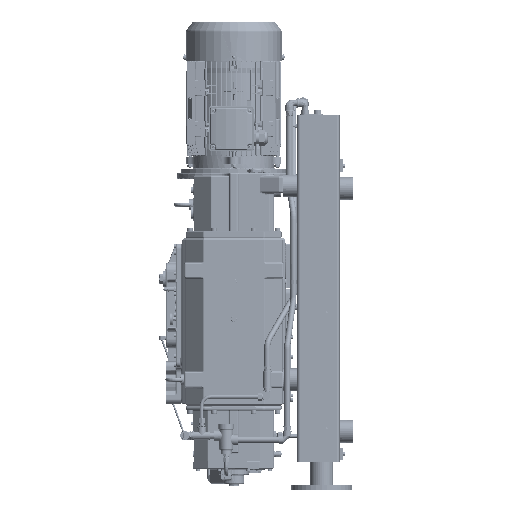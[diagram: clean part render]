
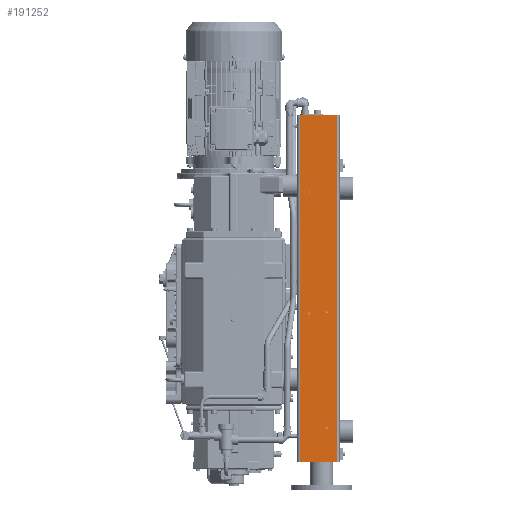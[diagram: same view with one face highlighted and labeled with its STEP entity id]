
A CAD part, left-side view. The second image highlights one B-rep face of the part: STEP entity #191252.
In plain terms, the highlighted planar face has unit normal (-1, 0, 0).
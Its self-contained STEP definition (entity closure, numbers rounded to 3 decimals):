
#3774=FACE_BOUND('',#28177,.T.);
#3775=FACE_BOUND('',#28178,.T.);
#3776=FACE_BOUND('',#28179,.T.);
#3777=FACE_BOUND('',#28180,.T.);
#6813=PLANE('',#206968);
#16128=FACE_OUTER_BOUND('',#28176,.T.);
#28176=EDGE_LOOP('',(#145921,#145922,#145923,#145924));
#28177=EDGE_LOOP('',(#145925,#145926));
#28178=EDGE_LOOP('',(#145927,#145928));
#28179=EDGE_LOOP('',(#145929,#145930));
#28180=EDGE_LOOP('',(#145931,#145932));
#43488=CIRCLE('',#206969,3.4);
#43489=CIRCLE('',#206970,3.4);
#43490=CIRCLE('',#206971,3.4);
#43491=CIRCLE('',#206972,3.4);
#43492=CIRCLE('',#206973,3.4);
#43493=CIRCLE('',#206974,3.4);
#43494=CIRCLE('',#206975,3.4);
#43495=CIRCLE('',#206976,3.4);
#53301=LINE('',#311848,#68341);
#53302=LINE('',#311852,#68342);
#53303=LINE('',#311854,#68343);
#53304=LINE('',#311855,#68344);
#68341=VECTOR('',#239070,1.);
#68342=VECTOR('',#239075,1.);
#68343=VECTOR('',#239076,1.);
#68344=VECTOR('',#239077,1.);
#84953=VERTEX_POINT('',#311845);
#84954=VERTEX_POINT('',#311847);
#84955=VERTEX_POINT('',#311851);
#84956=VERTEX_POINT('',#311853);
#84957=VERTEX_POINT('',#311856);
#84958=VERTEX_POINT('',#311857);
#84959=VERTEX_POINT('',#311860);
#84960=VERTEX_POINT('',#311861);
#84961=VERTEX_POINT('',#311864);
#84962=VERTEX_POINT('',#311865);
#84963=VERTEX_POINT('',#311868);
#84964=VERTEX_POINT('',#311869);
#107102=EDGE_CURVE('',#84954,#84953,#53301,.T.);
#107104=EDGE_CURVE('',#84953,#84955,#53302,.T.);
#107105=EDGE_CURVE('',#84956,#84955,#53303,.T.);
#107106=EDGE_CURVE('',#84954,#84956,#53304,.T.);
#107107=EDGE_CURVE('',#84957,#84958,#43488,.T.);
#107108=EDGE_CURVE('',#84958,#84957,#43489,.T.);
#107109=EDGE_CURVE('',#84959,#84960,#43490,.T.);
#107110=EDGE_CURVE('',#84960,#84959,#43491,.T.);
#107111=EDGE_CURVE('',#84961,#84962,#43492,.T.);
#107112=EDGE_CURVE('',#84962,#84961,#43493,.T.);
#107113=EDGE_CURVE('',#84963,#84964,#43494,.T.);
#107114=EDGE_CURVE('',#84964,#84963,#43495,.T.);
#145921=ORIENTED_EDGE('',*,*,#107104,.T.);
#145922=ORIENTED_EDGE('',*,*,#107105,.F.);
#145923=ORIENTED_EDGE('',*,*,#107106,.F.);
#145924=ORIENTED_EDGE('',*,*,#107102,.T.);
#145925=ORIENTED_EDGE('',*,*,#107107,.T.);
#145926=ORIENTED_EDGE('',*,*,#107108,.T.);
#145927=ORIENTED_EDGE('',*,*,#107109,.T.);
#145928=ORIENTED_EDGE('',*,*,#107110,.T.);
#145929=ORIENTED_EDGE('',*,*,#107111,.T.);
#145930=ORIENTED_EDGE('',*,*,#107112,.T.);
#145931=ORIENTED_EDGE('',*,*,#107113,.T.);
#145932=ORIENTED_EDGE('',*,*,#107114,.T.);
#191252=ADVANCED_FACE('',(#16128,#3774,#3775,#3776,#3777),#6813,.F.);
#206968=AXIS2_PLACEMENT_3D('',#311850,#239073,#239074);
#206969=AXIS2_PLACEMENT_3D('',#311858,#239078,#239079);
#206970=AXIS2_PLACEMENT_3D('',#311859,#239080,#239081);
#206971=AXIS2_PLACEMENT_3D('',#311862,#239082,#239083);
#206972=AXIS2_PLACEMENT_3D('',#311863,#239084,#239085);
#206973=AXIS2_PLACEMENT_3D('',#311866,#239086,#239087);
#206974=AXIS2_PLACEMENT_3D('',#311867,#239088,#239089);
#206975=AXIS2_PLACEMENT_3D('',#311870,#239090,#239091);
#206976=AXIS2_PLACEMENT_3D('',#311871,#239092,#239093);
#239070=DIRECTION('',(0.,0.,-1.));
#239073=DIRECTION('center_axis',(1.,0.,0.));
#239074=DIRECTION('ref_axis',(0.,0.,
1.));
#239075=DIRECTION('',(0.,-1.,0.));
#239076=DIRECTION('',(0.,0.,-1.));
#239077=DIRECTION('',(0.,-1.,0.));
#239078=DIRECTION('center_axis',(1.,0.,0.));
#239079=DIRECTION('ref_axis',(0.,0.,
1.));
#239080=DIRECTION('center_axis',(1.,0.,0.));
#239081=DIRECTION('ref_axis',(0.,0.,
1.));
#239082=DIRECTION('center_axis',(1.,0.,0.));
#239083=DIRECTION('ref_axis',(0.,0.,
1.));
#239084=DIRECTION('center_axis',(1.,0.,0.));
#239085=DIRECTION('ref_axis',(0.,0.,
1.));
#239086=DIRECTION('center_axis',(1.,0.,0.));
#239087=DIRECTION('ref_axis',(0.,0.,
1.));
#239088=DIRECTION('center_axis',(1.,0.,0.));
#239089=DIRECTION('ref_axis',(0.,0.,
1.));
#239090=DIRECTION('center_axis',(1.,0.,0.));
#239091=DIRECTION('ref_axis',(0.,0.,
1.));
#239092=DIRECTION('center_axis',(1.,0.,0.));
#239093=DIRECTION('ref_axis',(0.,0.,
1.));
#311845=CARTESIAN_POINT('',(-155.,-218.,-185.));
#311847=CARTESIAN_POINT('',(-155.,-218.,957.));
#311848=CARTESIAN_POINT('',(-155.,-218.,957.));
#311850=CARTESIAN_POINT('Origin',(-155.,-218.,957.));
#311851=CARTESIAN_POINT('',(-155.,-338.,-185.));
#311852=CARTESIAN_POINT('',(-155.,-218.,-185.));
#311853=CARTESIAN_POINT('',(-155.,-338.,957.));
#311854=CARTESIAN_POINT('',(-155.,-338.,957.));
#311855=CARTESIAN_POINT('',(-155.,-218.,957.));
#311856=CARTESIAN_POINT('',(-155.,-249.,706.4));
#311857=CARTESIAN_POINT('',(-155.,-245.6,703.));
#311858=CARTESIAN_POINT('Origin',(-155.,-249.,703.));
#311859=CARTESIAN_POINT('Origin',(-155.,-249.,703.));
#311860=CARTESIAN_POINT('',(-155.,-249.,306.4));
#311861=CARTESIAN_POINT('',(-155.,-245.6,303.));
#311862=CARTESIAN_POINT('Origin',(-155.,-249.,303.));
#311863=CARTESIAN_POINT('Origin',(-155.,-249.,303.));
#311864=CARTESIAN_POINT('',(-155.,-306.,310.4));
#311865=CARTESIAN_POINT('',(-155.,-302.6,307.));
#311866=CARTESIAN_POINT('Origin',(-155.,-306.,307.));
#311867=CARTESIAN_POINT('Origin',(-155.,-306.,307.));
#311868=CARTESIAN_POINT('',(-155.,-306.,-71.6));
#311869=CARTESIAN_POINT('',(-155.,-302.6,-75.));
#311870=CARTESIAN_POINT('Origin',(-155.,-306.,-75.));
#311871=CARTESIAN_POINT('Origin',(-155.,-306.,-75.));
